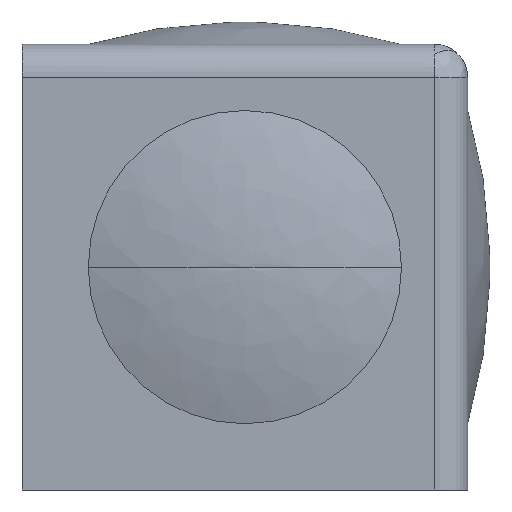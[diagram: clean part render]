
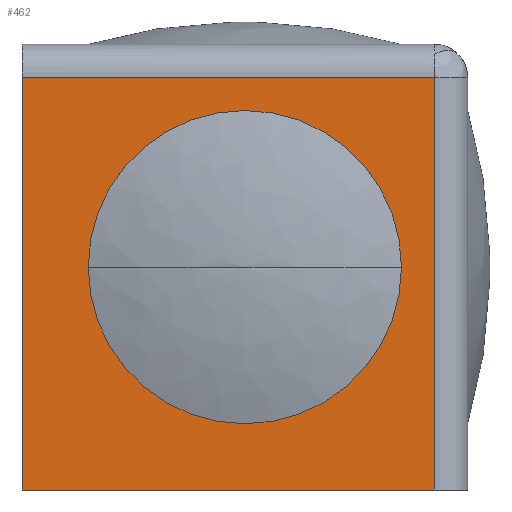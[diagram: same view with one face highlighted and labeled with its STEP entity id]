
A CAD part, left-side view. The second image highlights one B-rep face of the part: STEP entity #462.
In plain terms, the highlighted planar face has unit normal (-1, 0, 0).
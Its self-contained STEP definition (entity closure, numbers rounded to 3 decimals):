
#1 = LINE ( 'NONE', #397, #490 ) ;
#4 = CARTESIAN_POINT ( 'NONE',  ( -10., -8.5, 8.5 ) ) ;
#37 = EDGE_LOOP ( 'NONE', ( #299, #1281 ) ) ;
#42 = EDGE_CURVE ( 'NONE', #1545, #117, #949, .T. ) ;
#117 = VERTEX_POINT ( 'NONE', #761 ) ;
#161 = LINE ( 'NONE', #771, #384 ) ;
#190 = VERTEX_POINT ( 'NONE', #1635 ) ;
#198 = DIRECTION ( 'NONE',  ( -1., 0., 0. ) ) ;
#299 = ORIENTED_EDGE ( 'NONE', *, *, #1253, .F. ) ;
#326 = VECTOR ( 'NONE', #794, 1000. ) ;
#345 = CARTESIAN_POINT ( 'NONE',  ( -10., 0., 0. ) ) ;
#384 = VECTOR ( 'NONE', #592, 1000. ) ;
#393 = CARTESIAN_POINT ( 'NONE',  ( -10., 10., -10. ) ) ;
#397 = CARTESIAN_POINT ( 'NONE',  ( -10., 10., 10. ) ) ;
#398 = EDGE_CURVE ( 'NONE', #1357, #190, #161, .T. ) ;
#462 = ADVANCED_FACE ( 'NONE', ( #1588, #1223 ), #653, .F. ) ;
#490 = VECTOR ( 'NONE', #1576, 1000. ) ;
#592 = DIRECTION ( 'NONE',  ( 0., -1., 0. ) ) ;
#650 = AXIS2_PLACEMENT_3D ( 'NONE', #345, #198, #1377 ) ;
#653 = PLANE ( 'NONE',  #2056 ) ;
#662 = CARTESIAN_POINT ( 'NONE',  ( -10., 10., 8.5 ) ) ;
#723 = EDGE_CURVE ( 'NONE', #1357, #1036, #1, .T. ) ;
#761 = CARTESIAN_POINT ( 'NONE',  ( -10., 7.027, 0. ) ) ;
#764 = LINE ( 'NONE', #2149, #326 ) ;
#766 = EDGE_CURVE ( 'NONE', #1036, #1926, #840, .T. ) ;
#771 = CARTESIAN_POINT ( 'NONE',  ( -10., -10., -10. ) ) ;
#794 = DIRECTION ( 'NONE',  ( 0., 0., -1. ) ) ;
#840 = LINE ( 'NONE', #1598, #1028 ) ;
#876 = EDGE_LOOP ( 'NONE', ( #881, #1736, #2009, #959 ) ) ;
#881 = ORIENTED_EDGE ( 'NONE', *, *, #1913, .F. ) ;
#915 = DIRECTION ( 'NONE',  ( 0., -1., 0. ) ) ;
#949 = CIRCLE ( 'NONE', #1020, 7.027 ) ;
#959 = ORIENTED_EDGE ( 'NONE', *, *, #398, .T. ) ;
#990 = CARTESIAN_POINT ( 'NONE',  ( -10., -7.027, 0. ) ) ;
#993 = CIRCLE ( 'NONE', #650, 7.027 ) ;
#1020 = AXIS2_PLACEMENT_3D ( 'NONE', #1682, #1245, #1559 ) ;
#1028 = VECTOR ( 'NONE', #915, 1000. ) ;
#1036 = VERTEX_POINT ( 'NONE', #662 ) ;
#1223 = FACE_OUTER_BOUND ( 'NONE', #876, .T. ) ;
#1245 = DIRECTION ( 'NONE',  ( -1., 0., 0. ) ) ;
#1253 = EDGE_CURVE ( 'NONE', #117, #1545, #993, .T. ) ;
#1281 = ORIENTED_EDGE ( 'NONE', *, *, #42, .F. ) ;
#1337 = DIRECTION ( 'NONE',  ( 1., 0., 0. ) ) ;
#1357 = VERTEX_POINT ( 'NONE', #393 ) ;
#1377 = DIRECTION ( 'NONE',  ( 0., 0., -1. ) ) ;
#1545 = VERTEX_POINT ( 'NONE', #990 ) ;
#1559 = DIRECTION ( 'NONE',  ( 0., 0., -1. ) ) ;
#1576 = DIRECTION ( 'NONE',  ( 0., 0., 1. ) ) ;
#1588 = FACE_BOUND ( 'NONE', #37, .T. ) ;
#1598 = CARTESIAN_POINT ( 'NONE',  ( -10., 10., 8.5 ) ) ;
#1635 = CARTESIAN_POINT ( 'NONE',  ( -10., -8.5, -10. ) ) ;
#1682 = CARTESIAN_POINT ( 'NONE',  ( -10., 0., 0. ) ) ;
#1736 = ORIENTED_EDGE ( 'NONE', *, *, #766, .F. ) ;
#1827 = CARTESIAN_POINT ( 'NONE',  ( -10., 10., 10. ) ) ;
#1913 = EDGE_CURVE ( 'NONE', #1926, #190, #764, .T. ) ;
#1926 = VERTEX_POINT ( 'NONE', #4 ) ;
#1988 = DIRECTION ( 'NONE',  ( 0., 0., -1. ) ) ;
#2009 = ORIENTED_EDGE ( 'NONE', *, *, #723, .F. ) ;
#2056 = AXIS2_PLACEMENT_3D ( 'NONE', #1827, #1337, #1988 ) ;
#2149 = CARTESIAN_POINT ( 'NONE',  ( -10., -8.5, 10. ) ) ;
